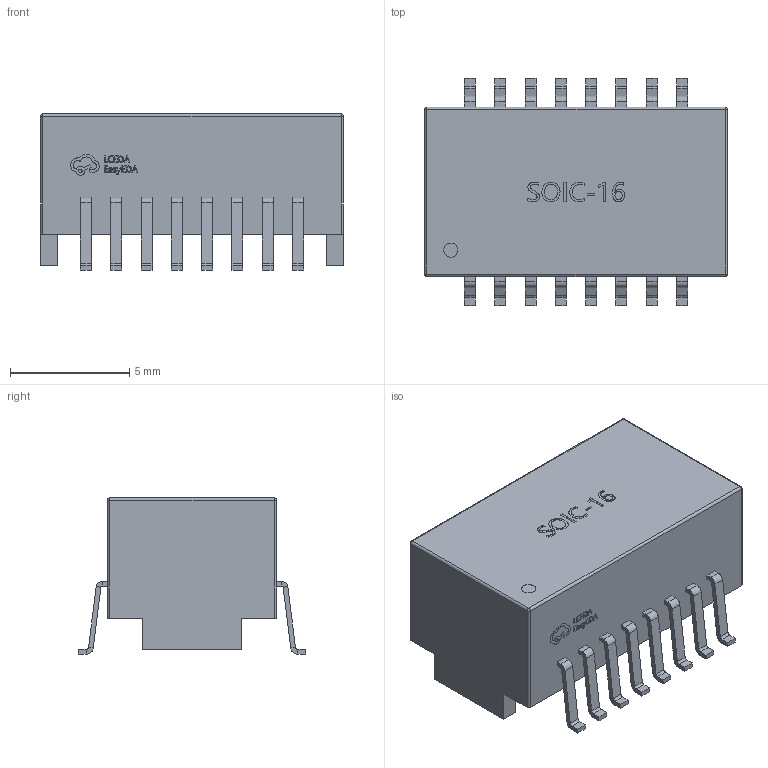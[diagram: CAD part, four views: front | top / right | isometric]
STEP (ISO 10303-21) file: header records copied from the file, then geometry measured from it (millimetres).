
FILE_DESCRIPTION (( 'STEP AP214' ), '1' );
FILE_NAME ('XFMR-SMD_L12.7-W7.1-H6.4-LS9.5-P1.27.step', '2022-07-15T05:12:24', ( '' ), ( '' ), 'SwSTEP 2.0', 'SolidWorks 2020', '' );
FILE_SCHEMA (( 'AUTOMOTIVE_DESIGN' ));
Length unit declared in the file: millimetre
Products named in the file (1): XFMR-SMD_L12.7-W7.1-H6.4-LS9.5-P1.27
Bounding box: 12.7 x 9.53 x 6.55 mm (x, y, z)
Volume: 296.1 mm3; surface area: 594.8 mm2
Topology: 14 solids, 14 shells, 729 faces, 1736 edges, 1064 vertices
Faces by surface type: plane 497, bspline 154, cylinder 74, sphere 4
Entity records: 32204 total; most frequent: CARTESIAN_POINT 8264, ORIENTED_EDGE 3464, DIRECTION 2720, EDGE_CURVE 1732, VECTOR 1272, LINE 1272, VERTEX_POINT 1064, EDGE_LOOP 774
